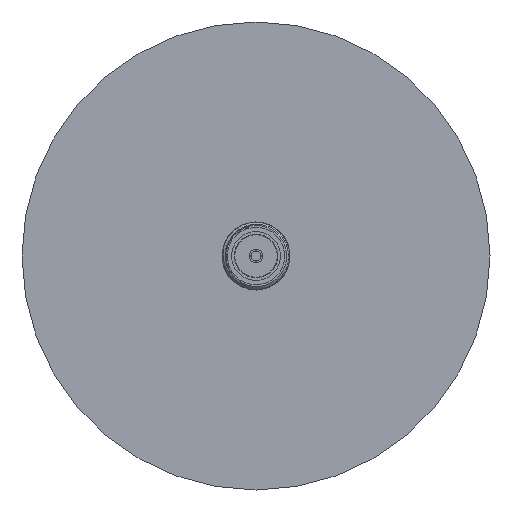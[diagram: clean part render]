
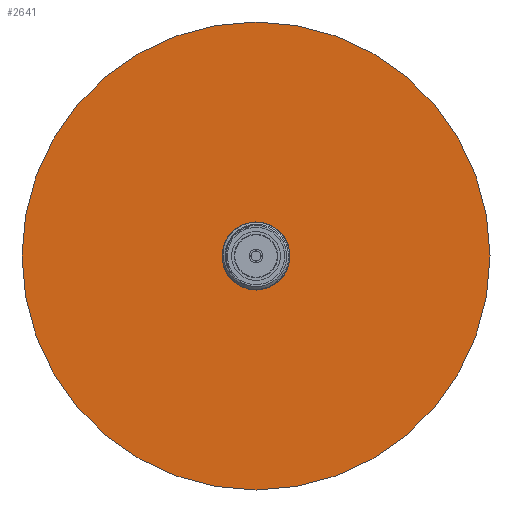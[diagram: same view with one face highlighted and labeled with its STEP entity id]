
A CAD part, front view. The second image highlights one B-rep face of the part: STEP entity #2641.
In plain terms, the highlighted planar face has unit normal (0, -1, 0).
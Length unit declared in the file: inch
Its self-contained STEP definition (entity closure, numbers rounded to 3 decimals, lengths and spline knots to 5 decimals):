
#5 = DIRECTION ( 'NONE',  ( 0., 1., 0. ) ) ;
#10 = CARTESIAN_POINT ( 'NONE',  ( 0., 0., 0. ) ) ;
#300 = EDGE_CURVE ( 'NONE', #5464, #6792, #3502, .T. ) ;
#327 = CARTESIAN_POINT ( 'NONE',  ( 0., 0., 0.86614 ) ) ;
#848 = CIRCLE ( 'NONE', #7344, 0.1063 ) ;
#1063 = CARTESIAN_POINT ( 'NONE',  ( 0., 0., 0. ) ) ;
#1145 = EDGE_CURVE ( 'NONE', #6792, #5464, #848, .T. ) ;
#1215 = ORIENTED_EDGE ( 'NONE', *, *, #1226, .F. ) ;
#1226 = EDGE_CURVE ( 'NONE', #6510, #8405, #2096, .T. ) ;
#1270 = AXIS2_PLACEMENT_3D ( 'NONE', #10, #7942, #3338 ) ;
#1972 = CARTESIAN_POINT ( 'NONE',  ( 0., 0., 0. ) ) ;
#2096 = CIRCLE ( 'NONE', #1270, 0.86614 ) ;
#2641 = ADVANCED_FACE ( 'NONE', ( #2991, #8400 ), #6449, .F. ) ;
#2991 = FACE_BOUND ( 'NONE', #6757, .T. ) ;
#3066 = ORIENTED_EDGE ( 'NONE', *, *, #1145, .T. ) ;
#3318 = DIRECTION ( 'NONE',  ( 0., 1., 0. ) ) ;
#3338 = DIRECTION ( 'NONE',  ( 0., 0., 1. ) ) ;
#3502 = CIRCLE ( 'NONE', #4646, 0.1063 ) ;
#3913 = CARTESIAN_POINT ( 'NONE',  ( 0., 0., 0. ) ) ;
#4568 = CIRCLE ( 'NONE', #7810, 0.86614 ) ;
#4569 = DIRECTION ( 'NONE',  ( 0., 0., 1. ) ) ;
#4646 = AXIS2_PLACEMENT_3D ( 'NONE', #1972, #5, #6073 ) ;
#5299 = DIRECTION ( 'NONE',  ( 0., 1., 0. ) ) ;
#5354 = CARTESIAN_POINT ( 'NONE',  ( 0., 0., 0. ) ) ;
#5464 = VERTEX_POINT ( 'NONE', #8672 ) ;
#5703 = AXIS2_PLACEMENT_3D ( 'NONE', #3913, #5299, #8631 ) ;
#5883 = ORIENTED_EDGE ( 'NONE', *, *, #300, .T. ) ;
#6073 = DIRECTION ( 'NONE',  ( 0.547, 0., 0.837 ) ) ;
#6408 = DIRECTION ( 'NONE',  ( 0.547, 0., 0.837 ) ) ;
#6449 = PLANE ( 'NONE',  #5703 ) ;
#6510 = VERTEX_POINT ( 'NONE', #327 ) ;
#6757 = EDGE_LOOP ( 'NONE', ( #3066, #5883 ) ) ;
#6792 = VERTEX_POINT ( 'NONE', #7422 ) ;
#6802 = ORIENTED_EDGE ( 'NONE', *, *, #7138, .F. ) ;
#6856 = CARTESIAN_POINT ( 'NONE',  ( 0., 0., -0.86614 ) ) ;
#7138 = EDGE_CURVE ( 'NONE', #8405, #6510, #4568, .T. ) ;
#7147 = DIRECTION ( 'NONE',  ( 0., 1., 0. ) ) ;
#7344 = AXIS2_PLACEMENT_3D ( 'NONE', #1063, #7147, #6408 ) ;
#7422 = CARTESIAN_POINT ( 'NONE',  ( 0.05814, 0., 0.08899 ) ) ;
#7810 = AXIS2_PLACEMENT_3D ( 'NONE', #5354, #3318, #4569 ) ;
#7942 = DIRECTION ( 'NONE',  ( 0., 1., 0. ) ) ;
#8308 = EDGE_LOOP ( 'NONE', ( #6802, #1215 ) ) ;
#8400 = FACE_OUTER_BOUND ( 'NONE', #8308, .T. ) ;
#8405 = VERTEX_POINT ( 'NONE', #6856 ) ;
#8631 = DIRECTION ( 'NONE',  ( 1., 0., 0. ) ) ;
#8672 = CARTESIAN_POINT ( 'NONE',  ( -0.05814, 0., -0.08899 ) ) ;
